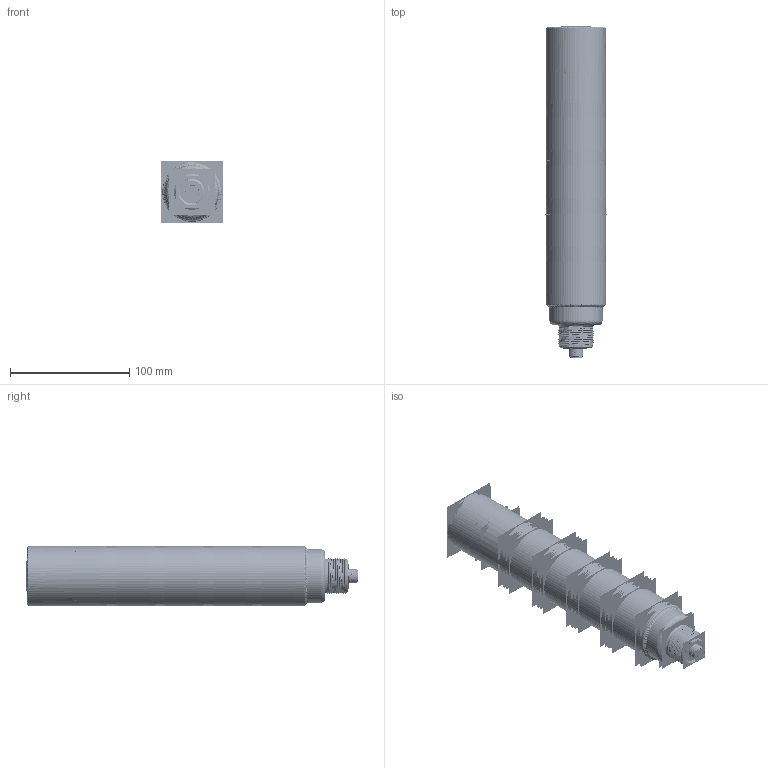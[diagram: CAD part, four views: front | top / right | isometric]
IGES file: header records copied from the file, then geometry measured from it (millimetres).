
Start section:  PTC IGES file: 169561.igs
Global section: file name: 169561.igs; native system: Creo Parametric by PTC Inc.; preprocessor: 2019292; author: PDMAdmin; organization: Unknown; date: 20220419.082358; units: millimetre
Bounding box: 52.04 x 278.79 x 52 mm (x, y, z)
Volume: 170006.9 mm3; surface area: 1232223.2 mm2
Topology: 15 solids, 15 shells, 4524 faces, 22618 edges, 28080 vertices
Faces by surface type: bspline 2920, revolution 1604
